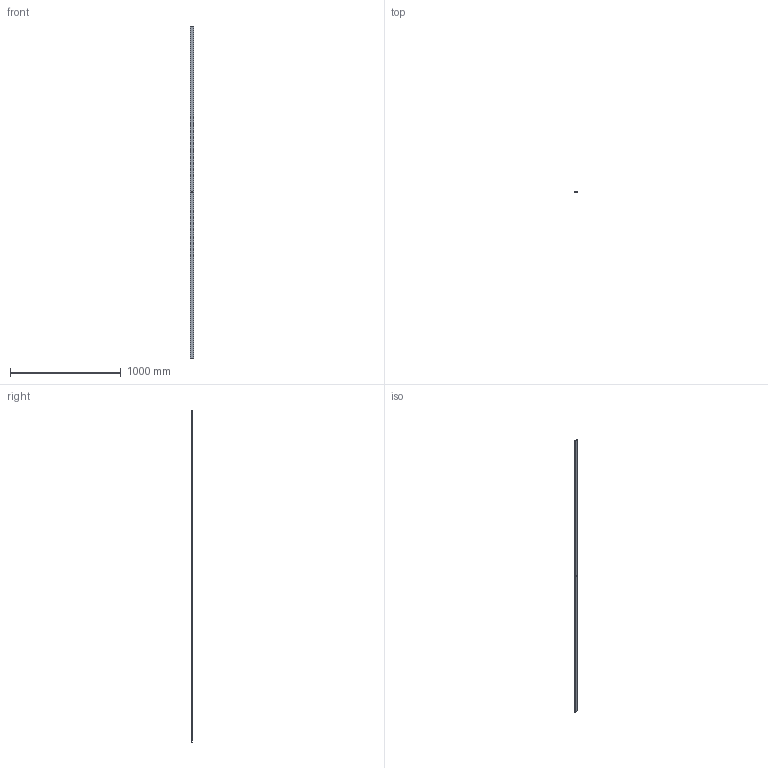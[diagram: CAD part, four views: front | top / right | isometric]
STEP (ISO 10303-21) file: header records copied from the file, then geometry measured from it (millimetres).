
FILE_DESCRIPTION (( 'STEP AP203' ), '1' );
FILE_NAME ('2006-30.step', '2022-04-27T08:06:15', ( '' ), ( '' ), 'SwSTEP 2.0', 'SolidWorks 2018', '' );
FILE_SCHEMA (( 'CONFIG_CONTROL_DESIGN' ));
Length unit declared in the file: millimetre
Products named in the file (1): 2006-30
Bounding box: 30 x 6 x 3000 mm (x, y, z)
Volume: 533221 mm3; surface area: 214192.9 mm2
Topology: 1 solids, 1 shells, 446 faces, 1662 edges, 841 vertices
Faces by surface type: torus 201, bspline 124, plane 121
Entity records: 21067 total; most frequent: CARTESIAN_POINT 9866, ORIENTED_EDGE 2524, DIRECTION 2064, EDGE_CURVE 1262, VERTEX_POINT 841, AXIS2_PLACEMENT_3D 727, LINE 610, VECTOR 610
